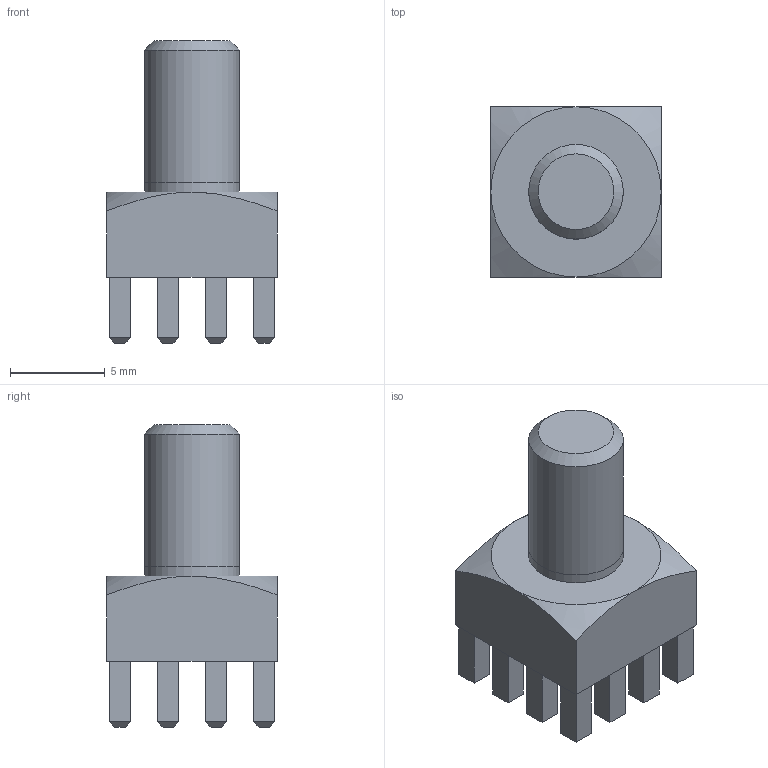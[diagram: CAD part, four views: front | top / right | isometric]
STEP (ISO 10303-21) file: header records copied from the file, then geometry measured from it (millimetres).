
FILE_DESCRIPTION(/* description */ ('Unknown'),/* implementation_level */ '2;1');
FILE_NAME(/* name */ 'MP_Wurth_WP-SHFU_7461383',/* time_stamp */ '2026-01-20T16:31:42+08:00',/* author */ ('Unknown'),/* organization */ ('Unknown'),/* preprocessor_version */ 'ST-DEVELOPER v19.4',/* originating_system */ 'Solid Edge',/* authorisation */ 'Unknown');
FILE_SCHEMA (('AUTOMOTIVE_DESIGN {1 0 10303 214 3 1 1}'));
Length unit declared in the file: millimetre
Products named in the file (2): MP_Wurth_WP-SHFU_7461383
Assembly tree (1 placements, depth 2):
  MP_Wurth_WP-SHFU_7461383
    MP_Wurth_WP-SHFU_7461383
Bounding box: 9 x 9 x 16 mm (x, y, z)
Volume: 583.3 mm3; surface area: 672.2 mm2
Topology: 1 solids, 1 shells, 158 faces, 348 edges, 209 vertices
Faces by surface type: plane 151, cone 5, cylinder 2
Full cylindrical faces by diameter (mm): 5 x2
Entity records: 5357 total; most frequent: CARTESIAN_POINT 792, ORIENTED_EDGE 688, DIRECTION 664, EDGE_CURVE 344, LINE 328, VECTOR 328, VERTEX_POINT 208, EDGE_LOOP 178
